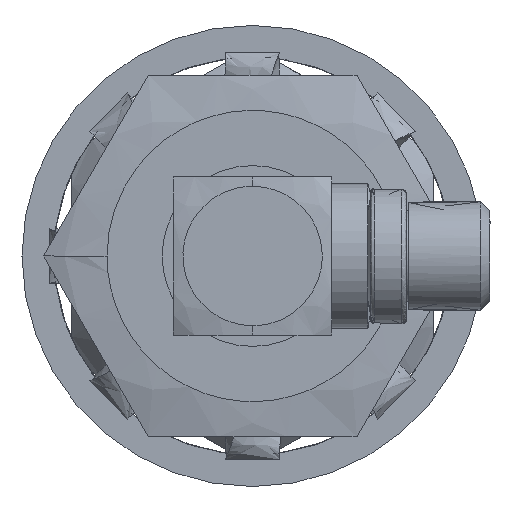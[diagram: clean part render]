
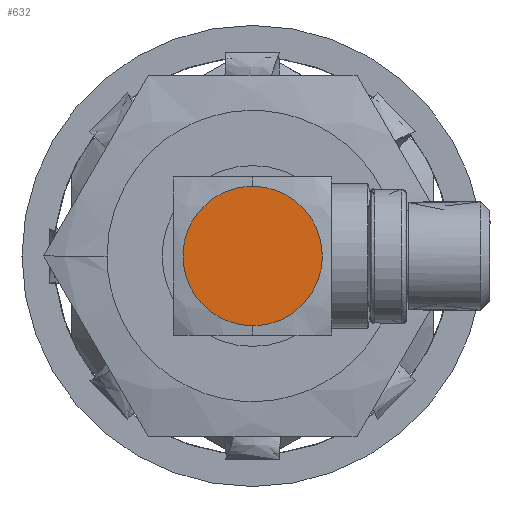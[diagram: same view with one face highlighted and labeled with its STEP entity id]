
A CAD part, left-side view. The second image highlights one B-rep face of the part: STEP entity #632.
In plain terms, the highlighted planar face has unit normal (-1, 0, 0).
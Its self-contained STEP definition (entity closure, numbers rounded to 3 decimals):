
#632 = ADVANCED_FACE ( 'NONE', ( #8670 ), #2035, .F. ) ;
#1618 = AXIS2_PLACEMENT_3D ( 'NONE', #7262, #9050, #21677 ) ;
#2009 = CARTESIAN_POINT ( 'NONE',  ( -107.4, 0., 1.541 ) ) ;
#2035 = PLANE ( 'NONE',  #1618 ) ;
#2317 = EDGE_CURVE ( 'NONE', #12692, #6007, #9499, .T. ) ;
#3799 = CARTESIAN_POINT ( 'NONE',  ( -107.4, 3.082, -1.541 ) ) ;
#4750 = EDGE_CURVE ( 'NONE', #6007, #12692, #12408, .T. ) ;
#6007 = VERTEX_POINT ( 'NONE', #2009 ) ;
#7262 = CARTESIAN_POINT ( 'NONE',  ( -107.4, 0., 0. ) ) ;
#7465 = CARTESIAN_POINT ( 'NONE',  ( -107.4, 0., -1.541 ) ) ;
#7541 = CARTESIAN_POINT ( 'NONE',  ( -107.4, 0., 1.541 ) ) ;
#8229 = CARTESIAN_POINT ( 'NONE',  ( -107.4, -3.082, -1.541 ) ) ;
#8670 = FACE_OUTER_BOUND ( 'NONE', #21160, .T. ) ;
#9050 = DIRECTION ( 'NONE',  ( 1., 0., 0. ) ) ;
#9376 = CARTESIAN_POINT ( 'NONE',  ( -107.4, 0., -1.541 ) ) ;
#9499 =( BOUNDED_CURVE ( )  B_SPLINE_CURVE ( 3, ( #7465, #3799, #18118, #7541 ),
 .UNSPECIFIED., .F., .T. ) 
 B_SPLINE_CURVE_WITH_KNOTS ( ( 4, 4 ),
 ( 0., 1. ),
 .UNSPECIFIED. ) 
 CURVE ( )  GEOMETRIC_REPRESENTATION_ITEM ( )  RATIONAL_B_SPLINE_CURVE ( ( 1., 0.333, 0.333, 1. ) ) 
 REPRESENTATION_ITEM ( '' )  );
#10178 = CARTESIAN_POINT ( 'NONE',  ( -107.4, -3.082, 1.541 ) ) ;
#12408 =( BOUNDED_CURVE ( )  B_SPLINE_CURVE ( 3, ( #19044, #10178, #8229, #13807 ),
 .UNSPECIFIED., .F., .T. ) 
 B_SPLINE_CURVE_WITH_KNOTS ( ( 4, 4 ),
 ( 0., 1. ),
 .UNSPECIFIED. ) 
 CURVE ( )  GEOMETRIC_REPRESENTATION_ITEM ( )  RATIONAL_B_SPLINE_CURVE ( ( 1., 0.333, 0.333, 1. ) ) 
 REPRESENTATION_ITEM ( '' )  );
#12692 = VERTEX_POINT ( 'NONE', #9376 ) ;
#13807 = CARTESIAN_POINT ( 'NONE',  ( -107.4, 0., -1.541 ) ) ;
#14619 = ORIENTED_EDGE ( 'NONE', *, *, #4750, .F. ) ;
#18118 = CARTESIAN_POINT ( 'NONE',  ( -107.4, 3.082, 1.541 ) ) ;
#19044 = CARTESIAN_POINT ( 'NONE',  ( -107.4, 0., 1.541 ) ) ;
#21160 = EDGE_LOOP ( 'NONE', ( #22069, #14619 ) ) ;
#21677 = DIRECTION ( 'NONE',  ( 0., 1., 0. ) ) ;
#22069 = ORIENTED_EDGE ( 'NONE', *, *, #2317, .F. ) ;
